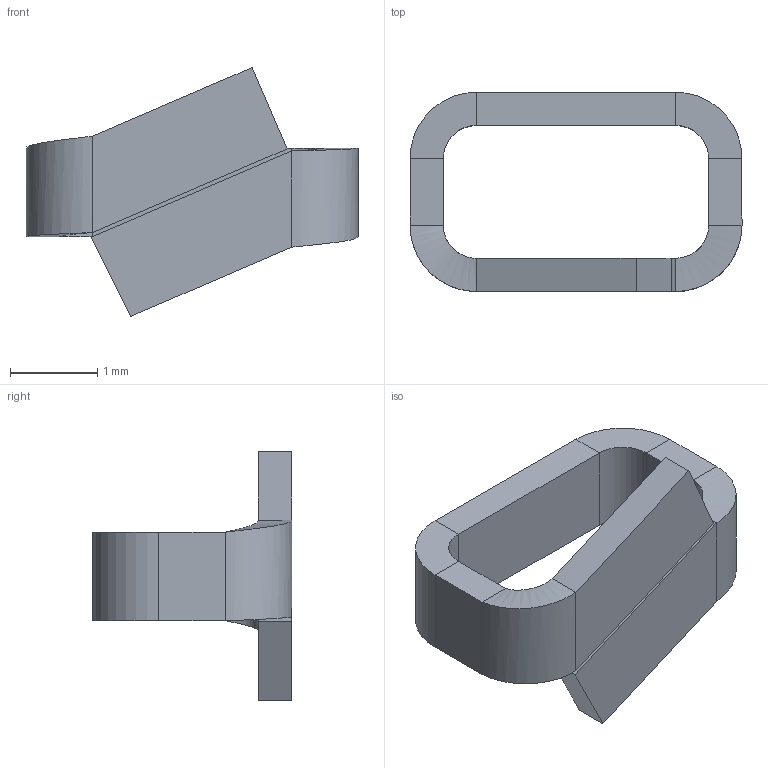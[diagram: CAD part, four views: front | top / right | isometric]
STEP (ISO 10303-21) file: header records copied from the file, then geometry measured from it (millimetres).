
FILE_DESCRIPTION (( 'STEP AP214' ), '1' );
FILE_NAME ('5016.STEP', '2014-07-17T12:51:50', ( '' ), ( '' ), 'SwSTEP 2.0', 'SolidWorks 2013', '' );
FILE_SCHEMA (( 'AUTOMOTIVE_DESIGN' ));
Length unit declared in the file: inch
Products named in the file (1): 5016
Bounding box: 3.81 x 2.29 x 2.86 mm (x, y, z)
Volume: 4.6 mm3; surface area: 34.1 mm2
Topology: 1 solids, 1 shells, 38 faces, 76 edges, 40 vertices
Faces by surface type: plane 26, cylinder 8, bspline 4
Entity records: 1142 total; most frequent: CARTESIAN_POINT 351, ORIENTED_EDGE 152, DIRECTION 146, EDGE_CURVE 76, LINE 60, VECTOR 60, AXIS2_PLACEMENT_3D 43, VERTEX_POINT 40
